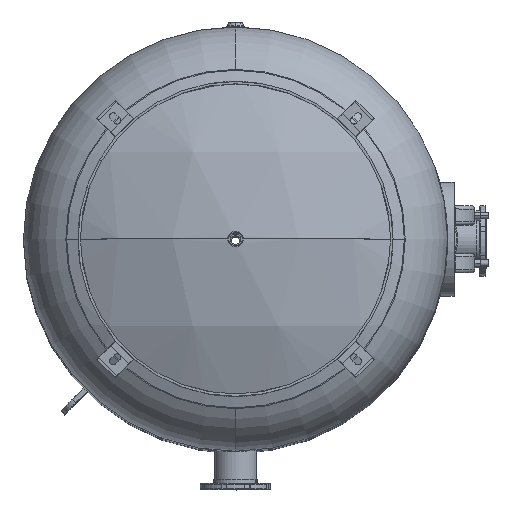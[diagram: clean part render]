
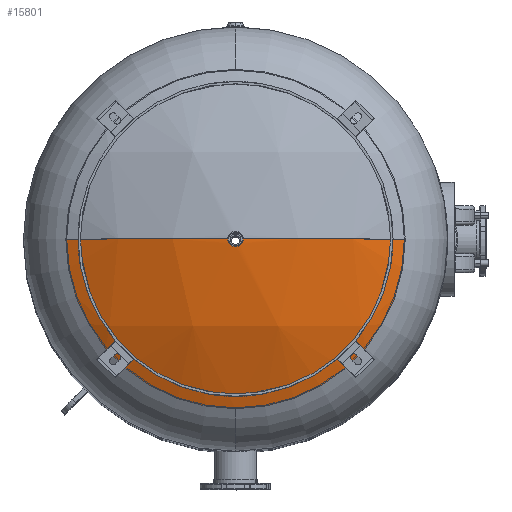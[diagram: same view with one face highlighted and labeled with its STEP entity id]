
A CAD part, top view. The second image highlights one B-rep face of the part: STEP entity #15801.
In plain terms, the highlighted spherical face has radius 1508.76 mm.
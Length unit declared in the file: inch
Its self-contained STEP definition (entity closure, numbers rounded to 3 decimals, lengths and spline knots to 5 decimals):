
#9183 = CIRCLE ( 'NONE', #9189, 1.065 ) ;
#9184 = CIRCLE ( 'NONE', #9187, 59.4 ) ;
#9186 = CIRCLE ( 'NONE', #9193, 26.4 ) ;
#9187 = AXIS2_PLACEMENT_3D ( 'NONE', #11394, #11395, #11396 ) ;
#9188 = CIRCLE ( 'NONE', #9191, 26.4 ) ;
#9189 = AXIS2_PLACEMENT_3D ( 'NONE', #11397, #11398, #11399 ) ;
#9190 = CIRCLE ( 'NONE', #9195, 59.4 ) ;
#9191 = AXIS2_PLACEMENT_3D ( 'NONE', #11400, #11401, #11402 ) ;
#9193 = AXIS2_PLACEMENT_3D ( 'NONE', #11403, #11404, #11405 ) ;
#9195 = AXIS2_PLACEMENT_3D ( 'NONE', #11406, #11407, #11408 ) ;
#10284 = CARTESIAN_POINT ( 'NONE',  ( 26.4, 0., 107.9359 ) ) ;
#10288 = CARTESIAN_POINT ( 'NONE',  ( 1.065, 0., 114.11545 ) ) ;
#10293 = CARTESIAN_POINT ( 'NONE',  ( -1.065, 0., 114.11545 ) ) ;
#10294 = CARTESIAN_POINT ( 'NONE',  ( 0., -26.4, 107.9359 ) ) ;
#10296 = CARTESIAN_POINT ( 'NONE',  ( -26.4, 0., 107.9359 ) ) ;
#11394 = CARTESIAN_POINT ( 'NONE',  ( 0., 0., 54.725 ) ) ;
#11395 = DIRECTION ( 'NONE',  ( 0., -1., 0. ) ) ;
#11396 = DIRECTION ( 'NONE',  ( 0., 0., -1. ) ) ;
#11397 = CARTESIAN_POINT ( 'NONE',  ( 0., 0., 114.11545 ) ) ;
#11398 = DIRECTION ( 'NONE',  ( 0., 0., 1. ) ) ;
#11399 = DIRECTION ( 'NONE',  ( -1., 0., 0. ) ) ;
#11400 = CARTESIAN_POINT ( 'NONE',  ( 0., 0., 107.9359 ) ) ;
#11401 = DIRECTION ( 'NONE',  ( 0., 0., -1. ) ) ;
#11402 = DIRECTION ( 'NONE',  ( 0., 1., 0. ) ) ;
#11403 = CARTESIAN_POINT ( 'NONE',  ( 0., 0., 107.9359 ) ) ;
#11404 = DIRECTION ( 'NONE',  ( 0., 0., -1. ) ) ;
#11405 = DIRECTION ( 'NONE',  ( 0., 1., 0. ) ) ;
#11406 = CARTESIAN_POINT ( 'NONE',  ( 0., 0., 54.725 ) ) ;
#11407 = DIRECTION ( 'NONE',  ( 0., 1., 0. ) ) ;
#11408 = DIRECTION ( 'NONE',  ( 0., 0., 1. ) ) ;
#14274 = VERTEX_POINT ( 'NONE', #10296 ) ;
#14275 = VERTEX_POINT ( 'NONE', #10294 ) ;
#14276 = VERTEX_POINT ( 'NONE', #10293 ) ;
#14278 = VERTEX_POINT ( 'NONE', #10288 ) ;
#14279 = VERTEX_POINT ( 'NONE', #10284 ) ;
#14362 = ORIENTED_EDGE ( 'NONE', *, *, #16903, .T. ) ;
#14363 = ORIENTED_EDGE ( 'NONE', *, *, #16905, .F. ) ;
#14365 = ORIENTED_EDGE ( 'NONE', *, *, #16906, .F. ) ;
#14374 = ORIENTED_EDGE ( 'NONE', *, *, #16907, .F. ) ;
#14384 = ORIENTED_EDGE ( 'NONE', *, *, #16904, .F. ) ;
#14541 = EDGE_LOOP ( 'NONE', ( #14384, #14362, #14363, #14365, #14374 ) ) ;
#15801 = ADVANCED_FACE ( 'NONE', ( #18238 ), #18629, .T. ) ;
#16903 = EDGE_CURVE ( 'NONE', #14276, #14274, #9184, .T. ) ;
#16904 = EDGE_CURVE ( 'NONE', #14276, #14278, #9183, .T. ) ;
#16905 = EDGE_CURVE ( 'NONE', #14275, #14274, #9188, .T. ) ;
#16906 = EDGE_CURVE ( 'NONE', #14279, #14275, #9186, .T. ) ;
#16907 = EDGE_CURVE ( 'NONE', #14278, #14279, #9190, .T. ) ;
#17271 = AXIS2_PLACEMENT_3D ( 'NONE', #18237, #18632, #18633 ) ;
#18237 = CARTESIAN_POINT ( 'NONE',  ( 0., 0., 54.725 ) ) ;
#18238 = FACE_OUTER_BOUND ( 'NONE', #14541, .T. ) ;
#18629 = SPHERICAL_SURFACE ( 'NONE', #17271, 59.4 ) ;
#18632 = DIRECTION ( 'NONE',  ( 0., -1., 0. ) ) ;
#18633 = DIRECTION ( 'NONE',  ( 1., 0., 0. ) ) ;
